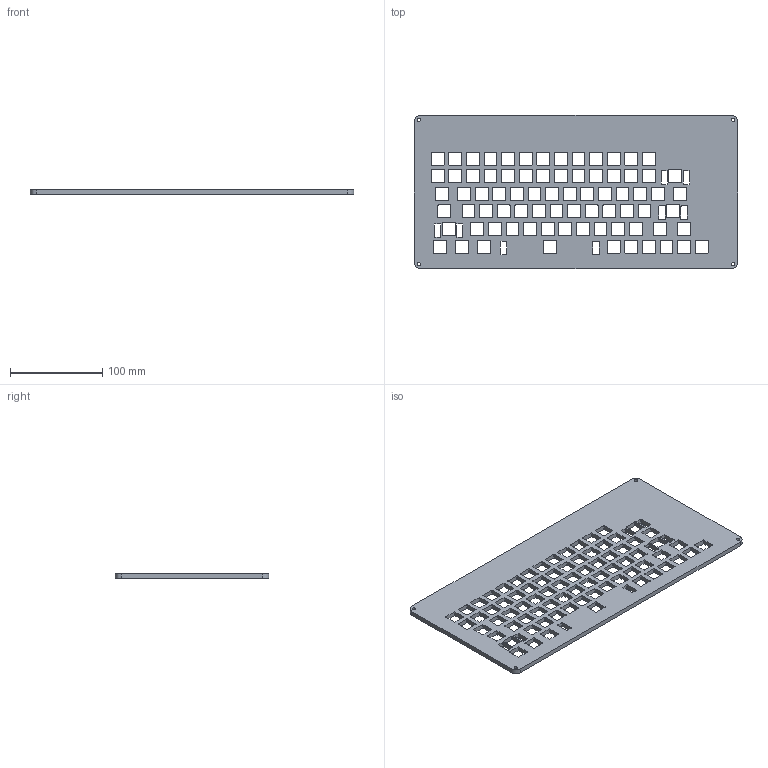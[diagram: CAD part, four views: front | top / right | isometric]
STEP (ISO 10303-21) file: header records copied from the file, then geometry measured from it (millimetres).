
FILE_DESCRIPTION(/* description */ (''),/* implementation_level */ '2;1');
FILE_NAME(/* name */ 'Top v3.step',/* time_stamp */ '2025-06-25T19:03:47-05:00',/* author */ (''),/* organization */ (''),/* preprocessor_version */ 'ST-DEVELOPER v20.1',/* originating_system */ 'Autodesk Translation Framework v14.10.0.0',/* authorisation */ '');
FILE_SCHEMA (('AUTOMOTIVE_DESIGN { 1 0 10303 214 3 1 1 }'));
Length unit declared in the file: millimetre
Products named in the file (1): Top
Bounding box: 350.2 x 166.2 x 5 mm (x, y, z)
Volume: 211055.5 mm3; surface area: 112694.9 mm2
Topology: 1 solids, 1 shells, 694 faces, 2076 edges, 1384 vertices
Faces by surface type: cylinder 348, plane 346
Full cylindrical faces by diameter (mm): 3.4 x4
Entity records: 23945 total; most frequent: DIRECTION 4162, CARTESIAN_POINT 4155, ORIENTED_EDGE 4152, EDGE_CURVE 2076, AXIS2_PLACEMENT_3D 1391, VERTEX_POINT 1384, LINE 1380, VECTOR 1380
